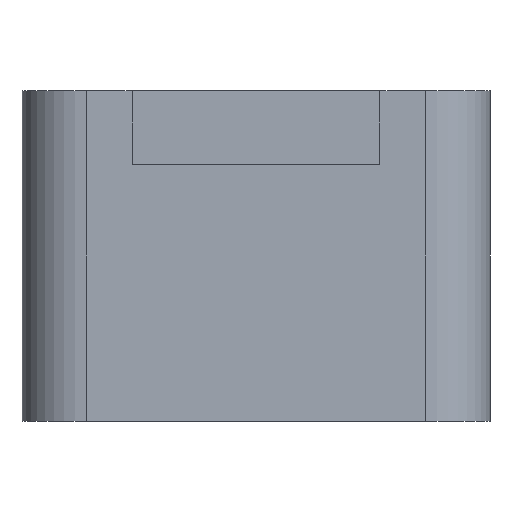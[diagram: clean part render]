
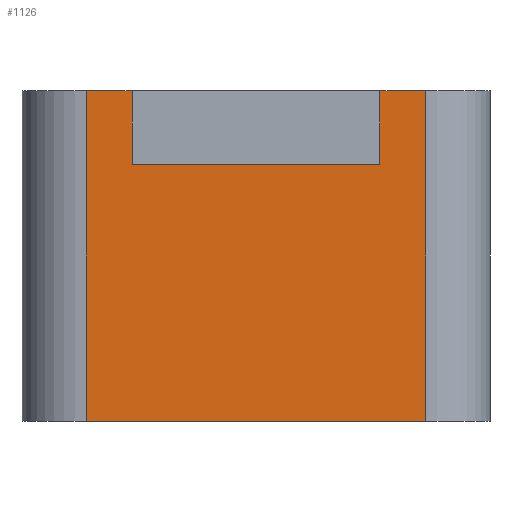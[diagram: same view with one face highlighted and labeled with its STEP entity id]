
A CAD part, left-side view. The second image highlights one B-rep face of the part: STEP entity #1126.
In plain terms, the highlighted planar face has unit normal (-1, 0, 0).
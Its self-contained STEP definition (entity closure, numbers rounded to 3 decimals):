
#809=CARTESIAN_POINT('',(-7.15,1.35,0.95));
#810=VERTEX_POINT('',#809);
#817=CARTESIAN_POINT('',(-7.15,-1.35,0.95));
#818=VERTEX_POINT('',#817);
#819=CARTESIAN_POINT('',(-7.15,-1.35,0.95));
#820=DIRECTION('',(0.0,1.0,0.0));
#821=VECTOR('',#820,2.7);
#822=LINE('',#819,#821);
#823=EDGE_CURVE('',#818,#810,#822,.T.);
#839=CARTESIAN_POINT('',(-7.15,1.35,1.75));
#840=VERTEX_POINT('',#839);
#841=CARTESIAN_POINT('',(-7.15,1.35,0.95));
#842=DIRECTION('',(0.0,0.0,1.0));
#843=VECTOR('',#842,0.8);
#844=LINE('',#841,#843);
#845=EDGE_CURVE('',#810,#840,#844,.T.);
#879=CARTESIAN_POINT('',(-7.15,-1.35,1.75));
#880=VERTEX_POINT('',#879);
#881=CARTESIAN_POINT('',(-7.15,-1.35,1.75));
#882=DIRECTION('',(0.0,0.0,-1.0));
#883=VECTOR('',#882,0.8);
#884=LINE('',#881,#883);
#885=EDGE_CURVE('',#880,#818,#884,.T.);
#946=CARTESIAN_POINT('',(-7.15,1.85,1.75));
#947=VERTEX_POINT('',#946);
#955=CARTESIAN_POINT('',(-7.15,1.35,1.75));
#956=DIRECTION('',(0.0,1.0,0.0));
#957=VECTOR('',#956,0.5);
#958=LINE('',#955,#957);
#959=EDGE_CURVE('',#840,#947,#958,.T.);
#964=CARTESIAN_POINT('',(-7.15,-1.85,1.75));
#965=VERTEX_POINT('',#964);
#966=CARTESIAN_POINT('',(-7.15,-1.85,1.75));
#967=DIRECTION('',(0.0,1.0,0.0));
#968=VECTOR('',#967,0.5);
#969=LINE('',#966,#968);
#970=EDGE_CURVE('',#965,#880,#969,.T.);
#1080=CARTESIAN_POINT('',(-7.15,1.85,-1.85));
#1081=VERTEX_POINT('',#1080);
#1089=CARTESIAN_POINT('',(-7.15,1.85,-1.85));
#1090=DIRECTION('',(0.0,0.0,1.0));
#1091=VECTOR('',#1090,3.6);
#1092=LINE('',#1089,#1091);
#1093=EDGE_CURVE('',#1081,#947,#1092,.T.);
#1099=CARTESIAN_POINT('',(-7.15,-2.55,-1.85));
#1100=DIRECTION('',(-1.0,0.0,0.0));
#1101=DIRECTION('',(0.0,0.0,1.0));
#1102=AXIS2_PLACEMENT_3D('',#1099,#1100,#1101);
#1103=PLANE('',#1102);
#1104=ORIENTED_EDGE('',*,*,#1093,.F.);
#1105=CARTESIAN_POINT('',(-7.15,-1.85,-1.85));
#1106=VERTEX_POINT('',#1105);
#1107=CARTESIAN_POINT('',(-7.15,-1.85,-1.85));
#1108=DIRECTION('',(0.0,1.0,0.0));
#1109=VECTOR('',#1108,3.7);
#1110=LINE('',#1107,#1109);
#1111=EDGE_CURVE('',#1106,#1081,#1110,.T.);
#1112=ORIENTED_EDGE('',*,*,#1111,.F.);
#1113=CARTESIAN_POINT('',(-7.15,-1.85,1.75));
#1114=DIRECTION('',(0.0,0.0,-1.0));
#1115=VECTOR('',#1114,3.6);
#1116=LINE('',#1113,#1115);
#1117=EDGE_CURVE('',#965,#1106,#1116,.T.);
#1118=ORIENTED_EDGE('',*,*,#1117,.F.);
#1119=ORIENTED_EDGE('',*,*,#970,.T.);
#1120=ORIENTED_EDGE('',*,*,#885,.T.);
#1121=ORIENTED_EDGE('',*,*,#823,.T.);
#1122=ORIENTED_EDGE('',*,*,#845,.T.);
#1123=ORIENTED_EDGE('',*,*,#959,.T.);
#1124=EDGE_LOOP('',(#1104,#1112,#1118,#1119,#1120,#1121,#1122,#1123));
#1125=FACE_OUTER_BOUND('',#1124,.T.);
#1126=ADVANCED_FACE('',(#1125),#1103,.T.);
